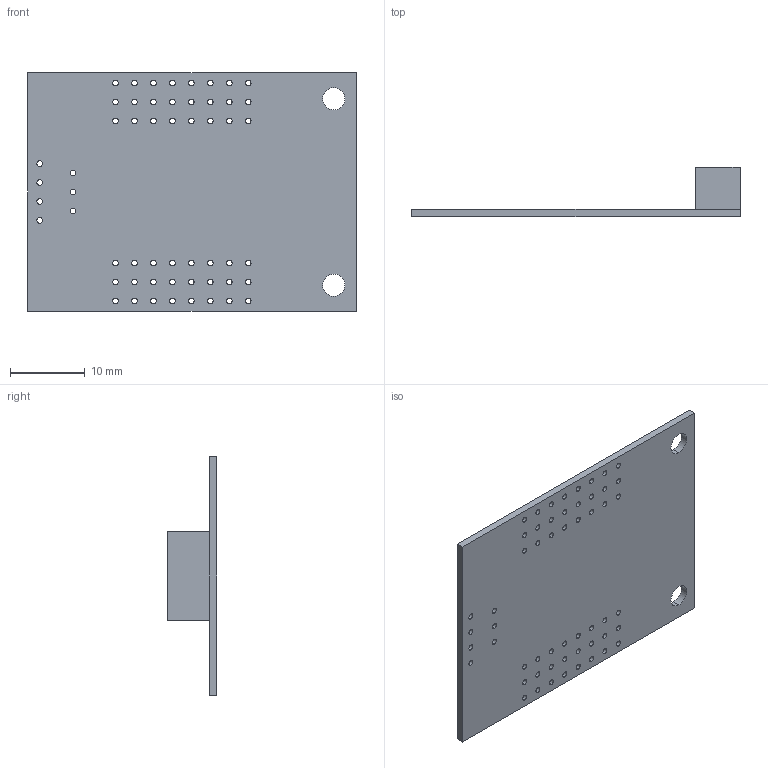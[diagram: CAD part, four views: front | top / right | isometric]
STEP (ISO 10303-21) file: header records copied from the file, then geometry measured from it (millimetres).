
FILE_DESCRIPTION (( 'STEP AP214' ), '1' );
FILE_NAME ('dfrobot_io_expander.step', '2023-12-02T00:58:36', ( '' ), ( '' ), 'SwSTEP 2.0', 'SolidWorks 2022', '' );
FILE_SCHEMA (( 'AUTOMOTIVE_DESIGN' ));
Length unit declared in the file: millimetre
Products named in the file (1): dfrobot_io_expander
Bounding box: 44 x 6.65 x 32 mm (x, y, z)
Volume: 1775.6 mm3; surface area: 3387.5 mm2
Topology: 2 solids, 2 shells, 126 faces, 366 edges, 244 vertices
Faces by surface type: cylinder 114, plane 12
Entity records: 4569 total; most frequent: DIRECTION 848, CARTESIAN_POINT 737, ORIENTED_EDGE 732, EDGE_CURVE 366, AXIS2_PLACEMENT_3D 355, VERTEX_POINT 244, EDGE_LOOP 240, CIRCLE 228
